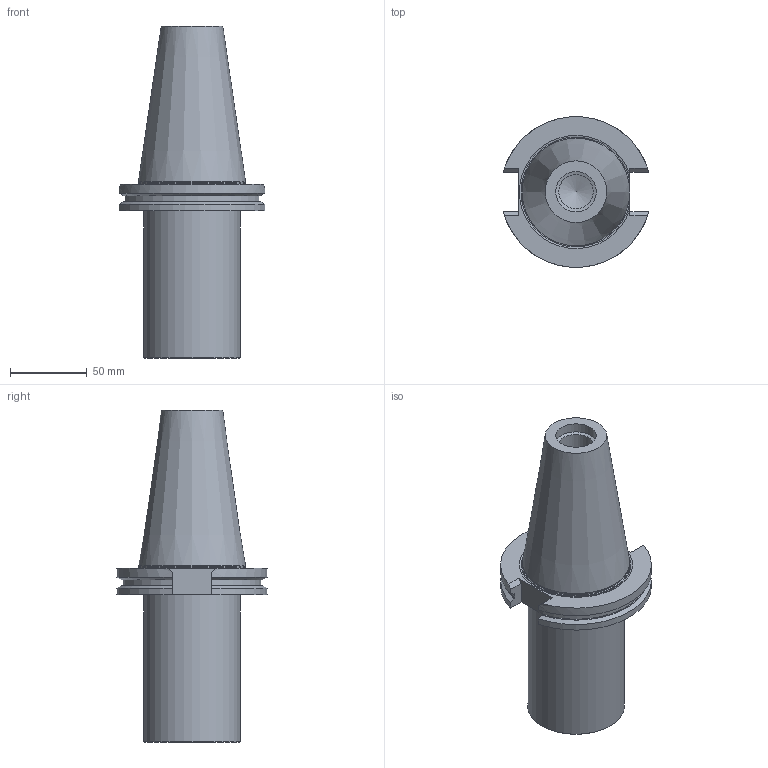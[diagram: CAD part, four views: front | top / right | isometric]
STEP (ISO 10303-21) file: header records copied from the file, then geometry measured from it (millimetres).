
FILE_DESCRIPTION(/* description */ (''),/* implementation_level */ '2;1');
FILE_NAME(/* name */ '2926_1_3d.stp',/* time_stamp */ '2017-02-08T09:37:22+01:00',/* author */ (''),/* organization */ ('SMS'),/* preprocessor_version */ 'ST-DEVELOPER v15',/* originating_system */ 'SIEMENS PLM Software NX 8.5',/* authorisation */ '');
FILE_SCHEMA (('AUTOMOTIVE_DESIGN { 1 0 10303 214 3 1 1 1 }'));
Length unit declared in the file: millimetre
Products named in the file (1): 2926_1_3D
Bounding box: 94.96 x 98.06 x 216.6 mm (x, y, z)
Volume: 644303.4 mm3; surface area: 59987 mm2
Topology: 1 solids, 1 shells, 40 faces, 106 edges, 69 vertices
Faces by surface type: plane 19, cone 10, cylinder 10, torus 1
Full cylindrical faces by diameter (mm): 22.5 x1, 26.375 x1, 63 x1, 69.25 x1
Entity records: 1227 total; most frequent: CARTESIAN_POINT 238, DIRECTION 203, ORIENTED_EDGE 184, EDGE_CURVE 92, AXIS2_PLACEMENT_3D 78, VERTEX_POINT 66, EDGE_LOOP 51, LINE 47
